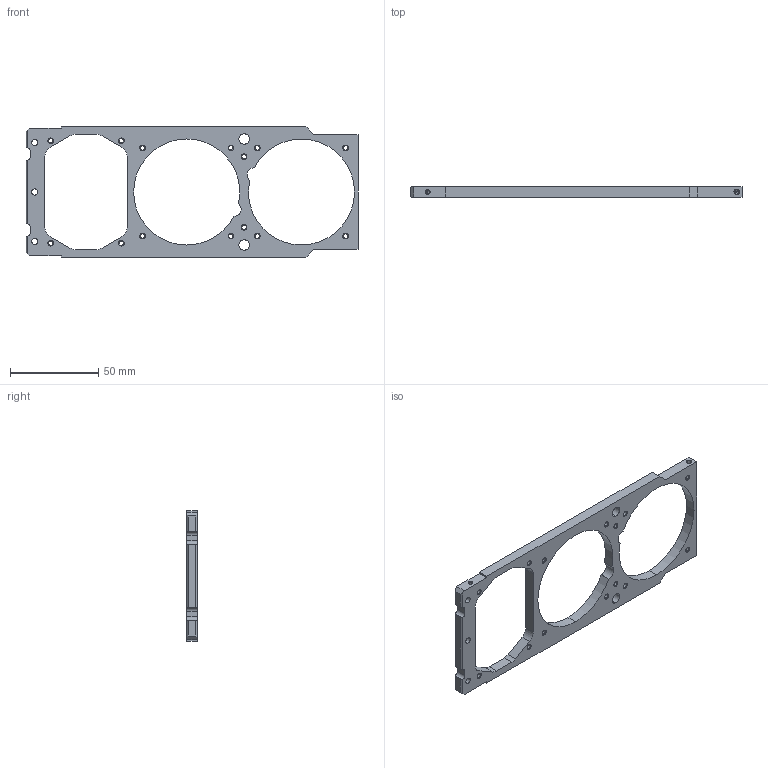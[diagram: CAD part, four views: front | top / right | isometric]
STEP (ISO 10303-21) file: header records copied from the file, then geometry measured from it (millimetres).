
FILE_DESCRIPTION (( 'STEP AP203' ), '1' );
FILE_NAME ('砑僔蠂縺.STEP', '2018-07-24T13:12:16', ( '' ), ( '' ), 'SwSTEP 2.0', 'SolidWorks 2014', '' );
FILE_SCHEMA (( 'CONFIG_CONTROL_DESIGN' ));
Length unit declared in the file: millimetre
Products named in the file (1): 砑僔蠂縺
Bounding box: 188 x 6 x 74 mm (x, y, z)
Volume: 29791.4 mm3; surface area: 17867.6 mm2
Topology: 1 solids, 1 shells, 177 faces, 453 edges, 274 vertices
Faces by surface type: cone 72, cylinder 67, plane 38
Entity records: 5458 total; most frequent: DIRECTION 991, CARTESIAN_POINT 921, ORIENTED_EDGE 890, EDGE_CURVE 445, AXIS2_PLACEMENT_3D 376, VERTEX_POINT 274, VECTOR 239, LINE 239
